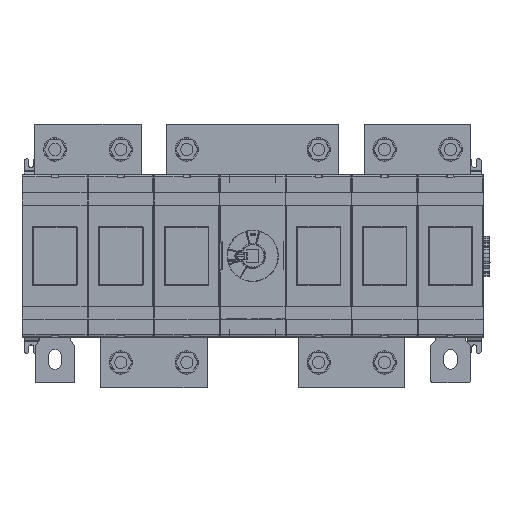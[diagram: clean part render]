
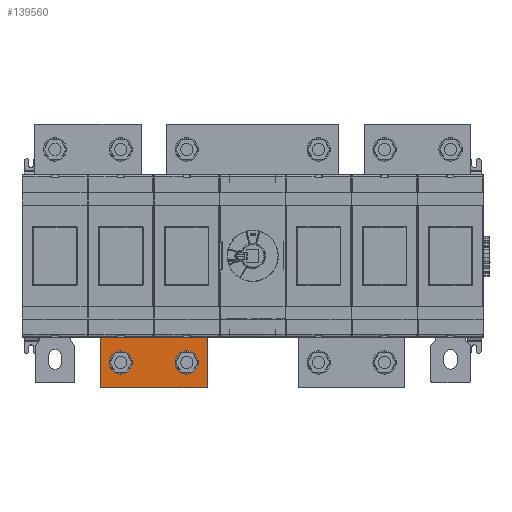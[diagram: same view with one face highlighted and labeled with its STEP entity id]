
A CAD part, top view. The second image highlights one B-rep face of the part: STEP entity #139560.
In plain terms, the highlighted planar face has unit normal (0, 0, 1).
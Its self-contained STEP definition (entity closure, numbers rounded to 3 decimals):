
#36970=DIRECTION('',(-1.,0.,
0.));
#36971=VECTOR('',#36970,50.);
#36972=CARTESIAN_POINT('',(69.661,-31.044,
64.9));
#36973=LINE('',#36972,#36971);
#36986=DIRECTION('',(-1.,0.,0.));
#36987=VECTOR('',#36986,50.);
#36988=CARTESIAN_POINT('',(14.661,-31.045,
64.9));
#36989=LINE('',#36988,#36987);
#39258=DIRECTION('',(1.,0.,0.));
#39259=VECTOR('',#39258,5.);
#39260=CARTESIAN_POINT('',(14.661,-31.045,
64.9));
#39261=LINE('',#39260,#39259);
#39262=DIRECTION('',(0.,-1.,0.));
#39263=VECTOR('',#39262,50.001);
#39264=CARTESIAN_POINT('',(69.661,-31.044,
64.9));
#39265=LINE('',#39264,#39263);
#39266=DIRECTION('',(-1.,0.,0.));
#39267=VECTOR('',#39266,105.);
#39268=CARTESIAN_POINT('',(69.661,-81.045,64.9));
#39269=LINE('',#39268,#39267);
#39270=DIRECTION('',(0.,1.,0.));
#39271=VECTOR('',#39270,50.001);
#39272=CARTESIAN_POINT('',(-35.339,-81.045,64.9));
#39273=LINE('',#39272,#39271);
#39274=DIRECTION('',(0.,-1.,0.));
#39275=VECTOR('',#39274,2.583);
#39276=CARTESIAN_POINT('',(44.104,-50.09,64.9));
#39277=LINE('',#39276,#39275);
#39278=CARTESIAN_POINT('',(49.661,-56.045,64.9));
#39279=DIRECTION('',(0.,0.,1.));
#39280=DIRECTION('',(-0.855,0.519,0.));
#39281=AXIS2_PLACEMENT_3D('',#39278,#39279,#39280);
#39283=CARTESIAN_POINT('',(49.661,-56.045,64.9));
#39284=DIRECTION('',(0.,0.,1.));
#39285=DIRECTION('',(-1.,0.,0.));
#39286=AXIS2_PLACEMENT_3D('',#39283,#39284,#39285);
#39288=CARTESIAN_POINT('',(49.661,-56.045,64.9));
#39289=DIRECTION('',(0.,0.,1.));
#39290=DIRECTION('',(1.,0.,0.));
#39291=AXIS2_PLACEMENT_3D('',#39288,#39289,#39290);
#39293=DIRECTION('',(-1.,0.,0.));
#39294=VECTOR('',#39293,2.376);
#39295=CARTESIAN_POINT('',(54.641,-50.09,64.9));
#39296=LINE('',#39295,#39294);
#39297=CARTESIAN_POINT('',(49.661,-56.045,64.9));
#39298=DIRECTION('',(0.,0.,1.));
#39299=DIRECTION('',(0.401,0.916,0.));
#39300=AXIS2_PLACEMENT_3D('',#39297,#39298,#39299);
#39302=DIRECTION('',(-1.,0.,0.));
#39303=VECTOR('',#39302,2.952);
#39304=CARTESIAN_POINT('',(47.056,-50.09,64.9));
#39305=LINE('',#39304,#39303);
#39306=DIRECTION('',(-1.,0.,0.));
#39307=VECTOR('',#39306,2.048);
#39308=CARTESIAN_POINT('',(-10.687,-50.09,64.9));
#39309=LINE('',#39308,#39307);
#39310=CARTESIAN_POINT('',(-15.339,-56.045,64.9));
#39311=DIRECTION('',(0.,0.,1.));
#39312=DIRECTION('',(0.401,0.916,0.));
#39313=AXIS2_PLACEMENT_3D('',#39310,#39311,#39312);
#39315=CARTESIAN_POINT('',(-15.339,-56.045,64.9));
#39316=DIRECTION('',(0.,0.,1.));
#39317=DIRECTION('',(-1.,0.,0.));
#39318=AXIS2_PLACEMENT_3D('',#39315,#39316,#39317);
#39320=CARTESIAN_POINT('',(-15.339,-56.045,64.9));
#39321=DIRECTION('',(0.,0.,1.));
#39322=DIRECTION('',(1.,0.,0.));
#39323=AXIS2_PLACEMENT_3D('',#39320,#39321,#39322);
#39922=DIRECTION('',(0.,-1.,0.));
#39923=VECTOR('',#39922,1.778);
#39924=CARTESIAN_POINT('',(54.641,-50.09,64.9));
#39925=LINE('',#39924,#39923);
#41397=DIRECTION('',(0.,-1.,0.));
#41398=VECTOR('',#41397,1.416);
#41399=CARTESIAN_POINT('',(-10.687,-50.09,64.9));
#41400=LINE('',#41399,#41398);
#87790=CARTESIAN_POINT('',(69.661,-31.044,
64.9));
#87792=VERTEX_POINT('',#87790);
#87793=CARTESIAN_POINT('',(19.661,-31.045,
64.9));
#87794=VERTEX_POINT('',#87793);
#87807=CARTESIAN_POINT('',(14.661,-31.045,
64.9));
#87808=VERTEX_POINT('',#87807);
#87809=CARTESIAN_POINT('',(-35.339,-31.044,
64.9));
#87810=VERTEX_POINT('',#87809);
#92056=CARTESIAN_POINT('',(-10.687,-50.09,64.9));
#92057=VERTEX_POINT('',#92056);
#92058=CARTESIAN_POINT('',(-10.687,-51.506,64.9));
#92059=VERTEX_POINT('',#92058);
#93323=CARTESIAN_POINT('',(44.104,-52.673,64.9));
#93324=VERTEX_POINT('',#93323);
#93325=CARTESIAN_POINT('',(44.104,-50.09,64.9));
#93326=VERTEX_POINT('',#93325);
#93356=CARTESIAN_POINT('',(54.641,-50.09,64.9));
#93357=VERTEX_POINT('',#93356);
#93358=CARTESIAN_POINT('',(54.641,-51.868,64.9));
#93359=VERTEX_POINT('',#93358);
#93389=CARTESIAN_POINT('',(-12.735,-50.09,64.9));
#93390=VERTEX_POINT('',#93389);
#93412=CARTESIAN_POINT('',(52.265,-50.09,64.9));
#93413=VERTEX_POINT('',#93412);
#93416=CARTESIAN_POINT('',(47.056,-50.09,64.9));
#93417=VERTEX_POINT('',#93416);
#94511=CARTESIAN_POINT('',(-8.839,-56.045,64.9));
#94512=VERTEX_POINT('',#94511);
#94513=CARTESIAN_POINT('',(-21.839,-56.045,64.9));
#94514=VERTEX_POINT('',#94513);
#94515=CARTESIAN_POINT('',(69.661,-81.045,64.9));
#94516=VERTEX_POINT('',#94515);
#94517=CARTESIAN_POINT('',(-35.339,-81.045,64.9));
#94518=VERTEX_POINT('',#94517);
#94519=CARTESIAN_POINT('',(56.161,-56.045,64.9));
#94520=VERTEX_POINT('',#94519);
#94521=CARTESIAN_POINT('',(43.161,-56.045,64.9));
#94522=VERTEX_POINT('',#94521);
#139514=CARTESIAN_POINT('',(17.161,-56.045,64.9));
#139515=DIRECTION('',(0.,0.,1.));
#139516=DIRECTION('',(1.,0.,0.));
#139517=AXIS2_PLACEMENT_3D('',#139514,#139515,#139516);
#139518=PLANE('',#139517);
#139519=ORIENTED_EDGE('',*,*,#136685,.F.);
#139521=ORIENTED_EDGE('',*,*,#139520,.T.);
#139522=ORIENTED_EDGE('',*,*,#136669,.F.);
#139524=ORIENTED_EDGE('',*,*,#139523,.T.);
#139526=ORIENTED_EDGE('',*,*,#139525,.T.);
#139527=ORIENTED_EDGE('',*,*,#139506,.T.);
#139528=EDGE_LOOP('',(#139519,#139521,#139522,#139524,#139526,#139527));
#139529=FACE_OUTER_BOUND('',#139528,.F.);
#139531=ORIENTED_EDGE('',*,*,#139530,.T.);
#139533=ORIENTED_EDGE('',*,*,#139532,.T.);
#139535=ORIENTED_EDGE('',*,*,#139534,.T.);
#139537=ORIENTED_EDGE('',*,*,#139536,.T.);
#139539=ORIENTED_EDGE('',*,*,#139538,.F.);
#139541=ORIENTED_EDGE('',*,*,#139540,.T.);
#139543=ORIENTED_EDGE('',*,*,#139542,.T.);
#139545=ORIENTED_EDGE('',*,*,#139544,.T.);
#139546=EDGE_LOOP('',(#139531,#139533,#139535,#139537,#139539,#139541,#139543,
#139545));
#139547=FACE_BOUND('',#139546,.F.);
#139549=ORIENTED_EDGE('',*,*,#139548,.F.);
#139551=ORIENTED_EDGE('',*,*,#139550,.T.);
#139553=ORIENTED_EDGE('',*,*,#139552,.T.);
#139555=ORIENTED_EDGE('',*,*,#139554,.T.);
#139557=ORIENTED_EDGE('',*,*,#139556,.T.);
#139558=EDGE_LOOP('',(#139549,#139551,#139553,#139555,#139557));
#139559=FACE_BOUND('',#139558,.F.);
#39282=CIRCLE('',#39281,6.5);
#39287=CIRCLE('',#39286,6.5);
#39292=CIRCLE('',#39291,6.5);
#39301=CIRCLE('',#39300,6.5);
#39314=CIRCLE('',#39313,6.5);
#39319=CIRCLE('',#39318,6.5);
#39324=CIRCLE('',#39323,6.5);
#136669=EDGE_CURVE('',#87792,#87794,#36973,.T.);
#136685=EDGE_CURVE('',#87808,#87810,#36989,.T.);
#139506=EDGE_CURVE('',#94518,#87810,#39273,.T.);
#139520=EDGE_CURVE('',#87808,#87794,#39261,.T.);
#139523=EDGE_CURVE('',#87792,#94516,#39265,.T.);
#139525=EDGE_CURVE('',#94516,#94518,#39269,.T.);
#139530=EDGE_CURVE('',#93326,#93324,#39277,.T.);
#139532=EDGE_CURVE('',#93324,#94522,#39282,.T.);
#139534=EDGE_CURVE('',#94522,#94520,#39287,.T.);
#139536=EDGE_CURVE('',#94520,#93359,#39292,.T.);
#139538=EDGE_CURVE('',#93357,#93359,#39925,.T.);
#139540=EDGE_CURVE('',#93357,#93413,#39296,.T.);
#139542=EDGE_CURVE('',#93413,#93417,#39301,.T.);
#139544=EDGE_CURVE('',#93417,#93326,#39305,.T.);
#139548=EDGE_CURVE('',#92057,#92059,#41400,.T.);
#139550=EDGE_CURVE('',#92057,#93390,#39309,.T.);
#139552=EDGE_CURVE('',#93390,#94514,#39314,.T.);
#139554=EDGE_CURVE('',#94514,#94512,#39319,.T.);
#139556=EDGE_CURVE('',#94512,#92059,#39324,.T.);
#139560=ADVANCED_FACE('',(#139529,#139547,#139559),#139518,.T.);
